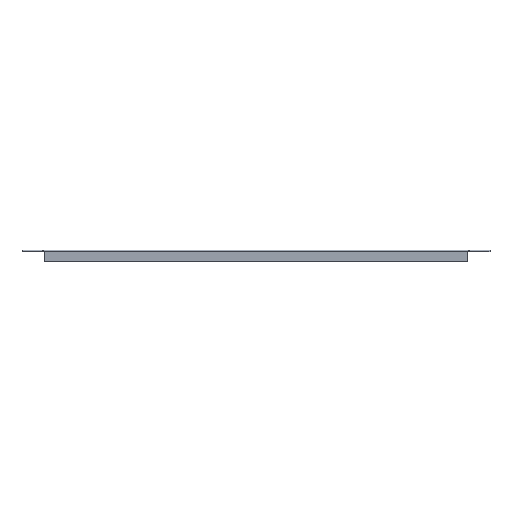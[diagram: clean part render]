
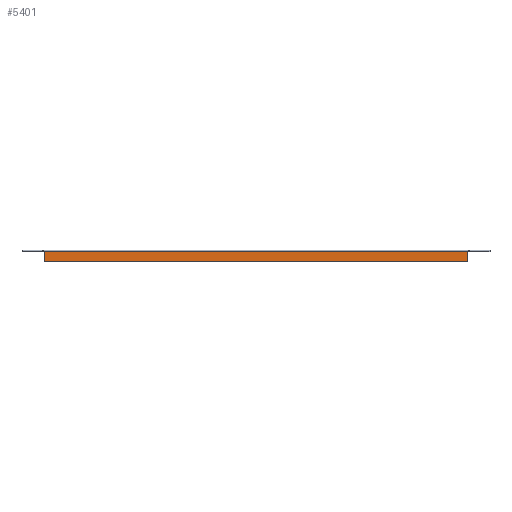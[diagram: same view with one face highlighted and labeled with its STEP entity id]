
A CAD part, front view. The second image highlights one B-rep face of the part: STEP entity #5401.
In plain terms, the highlighted planar face has unit normal (0, -1, 0).
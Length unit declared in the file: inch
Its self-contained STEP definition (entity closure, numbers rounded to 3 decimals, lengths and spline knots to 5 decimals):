
#177 = CARTESIAN_POINT ( 'NONE',  ( 18.1, -7.925, 0. ) ) ;
#1015 = CARTESIAN_POINT ( 'NONE',  ( 0.9, -7.925, 0. ) ) ;
#1216 = DIRECTION ( 'NONE',  ( 0., 0., 1. ) ) ;
#1263 = VERTEX_POINT ( 'NONE', #2116 ) ;
#1334 = EDGE_CURVE ( 'NONE', #1263, #8439, #4952, .T. ) ;
#1536 = EDGE_CURVE ( 'NONE', #1263, #7700, #7254, .T. ) ;
#1573 = DIRECTION ( 'NONE',  ( -1., 0., 0. ) ) ;
#1617 = DIRECTION ( 'NONE',  ( -1., 0., 0. ) ) ;
#1687 = ORIENTED_EDGE ( 'NONE', *, *, #1536, .T. ) ;
#1713 = DIRECTION ( 'NONE',  ( 0., -1., 0. ) ) ;
#2116 = CARTESIAN_POINT ( 'NONE',  ( 18.1, -7.925, -0.41339 ) ) ;
#2164 = VECTOR ( 'NONE', #1617, 39.37008 ) ;
#2717 = ORIENTED_EDGE ( 'NONE', *, *, #1334, .F. ) ;
#2830 = ORIENTED_EDGE ( 'NONE', *, *, #8772, .T. ) ;
#2875 = CARTESIAN_POINT ( 'NONE',  ( 0.89206, -7.925, 0. ) ) ;
#3060 = PLANE ( 'NONE',  #8580 ) ;
#3128 = VECTOR ( 'NONE', #3868, 39.37008 ) ;
#3227 = CARTESIAN_POINT ( 'NONE',  ( 0.9, -7.925, -0.41339 ) ) ;
#3868 = DIRECTION ( 'NONE',  ( 0., 0., 1. ) ) ;
#4018 = EDGE_LOOP ( 'NONE', ( #1687, #2830, #7833, #2717 ) ) ;
#4224 = EDGE_CURVE ( 'NONE', #8439, #8634, #5219, .T. ) ;
#4465 = DIRECTION ( 'NONE',  ( 0., 0., -1. ) ) ;
#4952 = LINE ( 'NONE', #5000, #6382 ) ;
#5000 = CARTESIAN_POINT ( 'NONE',  ( 18.1, -7.925, -0.41339 ) ) ;
#5143 = CARTESIAN_POINT ( 'NONE',  ( 19., -7.925, 0.05906 ) ) ;
#5219 = LINE ( 'NONE', #3227, #3128 ) ;
#5401 = ADVANCED_FACE ( 'NONE', ( #6485 ), #3060, .T. ) ;
#5646 = CARTESIAN_POINT ( 'NONE',  ( 0.9, -7.925, -0.41339 ) ) ;
#5674 = VECTOR ( 'NONE', #1216, 39.37008 ) ;
#5718 = LINE ( 'NONE', #2875, #2164 ) ;
#6382 = VECTOR ( 'NONE', #1573, 39.37008 ) ;
#6485 = FACE_OUTER_BOUND ( 'NONE', #4018, .T. ) ;
#7254 = LINE ( 'NONE', #7933, #5674 ) ;
#7700 = VERTEX_POINT ( 'NONE', #177 ) ;
#7833 = ORIENTED_EDGE ( 'NONE', *, *, #4224, .F. ) ;
#7933 = CARTESIAN_POINT ( 'NONE',  ( 18.1, -7.925, -0.41339 ) ) ;
#8439 = VERTEX_POINT ( 'NONE', #5646 ) ;
#8580 = AXIS2_PLACEMENT_3D ( 'NONE', #5143, #1713, #4465 ) ;
#8634 = VERTEX_POINT ( 'NONE', #1015 ) ;
#8772 = EDGE_CURVE ( 'NONE', #7700, #8634, #5718, .T. ) ;
